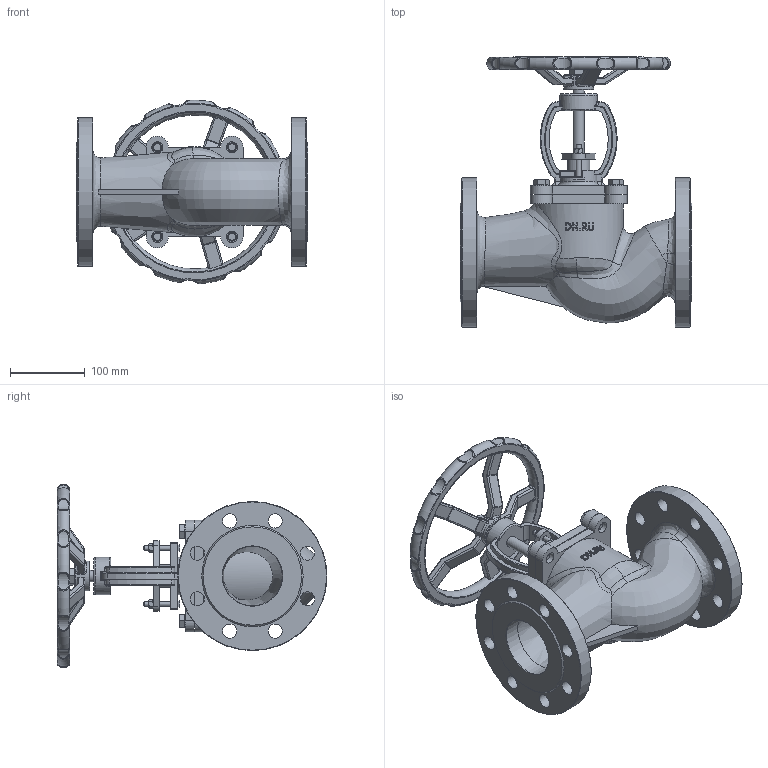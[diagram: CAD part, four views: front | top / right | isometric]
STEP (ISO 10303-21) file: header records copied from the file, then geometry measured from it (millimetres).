
FILE_DESCRIPTION(/* description */ (''),/* implementation_level */ '2;1');
FILE_NAME(/* name */ 'DN80_3D_STEP.stp',/* time_stamp */ '2024-02-11T19:42:45+03:00',/* author */ ('igorr'),/* organization */ (''),/* preprocessor_version */ 'ST-DEVELOPER v19.2',/* originating_system */ 'Autodesk Inventor 2023',/* authorisation */ '');
FILE_SCHEMA (('AUTOMOTIVE_DESIGN { 1 0 10303 214 3 1 1 }'));
Length unit declared in the file: millimetre
Products named in the file (6): Сборка; Деталь1; Деталь2; ANSI B18.2.4.2M - M14x2; ANSI B18.2.4.2M - M6x1; AS 1110 - M12 x 20
Assembly tree (9 placements, depth 2):
  Сборка
    Деталь1
    Деталь2
    ANSI B18.2.4.2M - M14x2
    ANSI B18.2.4.2M - M6x1  x2
    AS 1110 - M12 x 20  x4
Bounding box: 310 x 362.17 x 246.19 mm (x, y, z)
Volume: 3527179.4 mm3; surface area: 493764.6 mm2
Topology: 9 solids, 9 shells, 923 faces, 2151 edges, 1268 vertices
Faces by surface type: plane 264, cylinder 249, torus 144, bspline 113, cone 81, sphere 72
Full cylindrical faces by diameter (mm): 4.917 x2, 7 x4, 11.835 x1, 12 x4, 15 x11, 18 x5, 19 x16, 30 x1, 40 x1, 50 x1, 80 x2, 90 x1, 200 x2
Entity records: 33944 total; most frequent: CARTESIAN_POINT 14211, DIRECTION 3991, ORIENTED_EDGE 3904, EDGE_CURVE 1952, AXIS2_PLACEMENT_3D 1666, VERTEX_POINT 1149, EDGE_LOOP 921, CIRCLE 915
